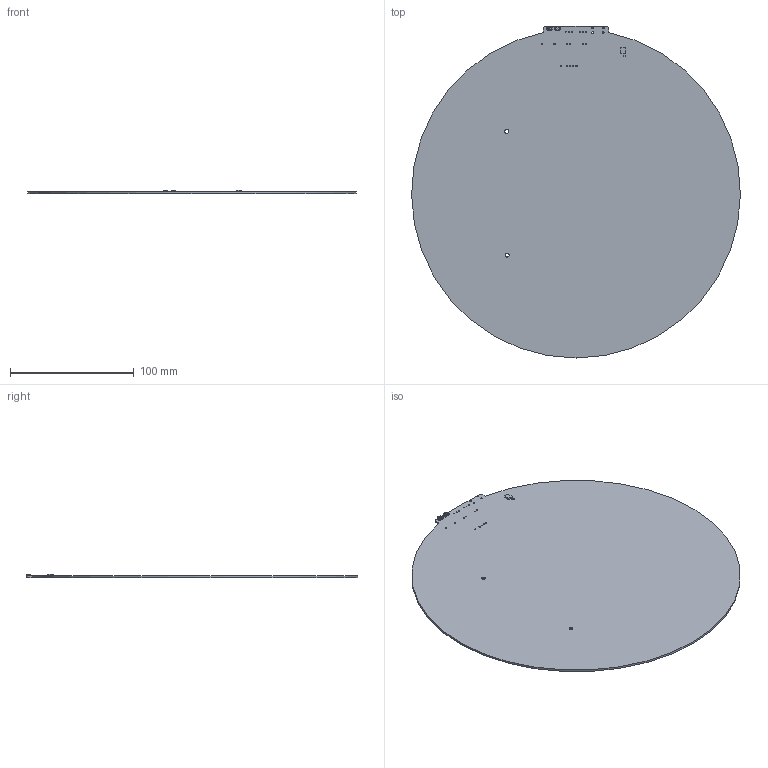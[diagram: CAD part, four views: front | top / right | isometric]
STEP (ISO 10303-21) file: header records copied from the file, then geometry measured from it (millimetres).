
FILE_DESCRIPTION(('KiCad electronic assembly'),'2;1');
FILE_NAME('CircleBoard.step','2022-07-07T14:03:28',('Pcbnew'),('Kicad'), 'Open CASCADE STEP processor 7.6','KiCad to STEP converter','Unknown' );
FILE_SCHEMA(('AUTOMOTIVE_DESIGN { 1 0 10303 214 1 1 1 1 }'));
Length unit declared in the file: millimetre
Products named in the file (9): CircleBoard 1; EVQ-9P701P; COMPOUND; CMM-4737DT-26186-TR; C0805C104M5RAC; CircleBoard PCB; CircleBoard 2
Assembly tree (8 placements, depth 3):
  CircleBoard 1
    EVQ-9P701P  x2
      COMPOUND
    CMM-4737DT-26186-TR
      COMPOUND
    C0805C104M5RAC
      COMPOUND
    CircleBoard PCB
  CircleBoard 2
Bounding box: 265.81 x 268.4 x 3.1 mm (x, y, z)
Volume: 89074.9 mm3; surface area: 113019 mm2
Topology: 23 solids, 23 shells, 855 faces, 2341 edges, 1526 vertices
Faces by surface type: bspline 820, cylinder 30, plane 5
Full cylindrical faces by diameter (mm): 0.7 x4, 0.762 x6, 1.02 x11, 1.34 x4, 3.2 x2
Entity records: 33972 total; most frequent: CARTESIAN_POINT 12527, B_SPLINE_CURVE_WITH_KNOTS 3536, ORIENTED_EDGE 2738, PCURVE 2738, DEFINITIONAL_REPRESENTATION 2738, EDGE_CURVE 1369, SURFACE_CURVE 1337, VERTEX_POINT 892
